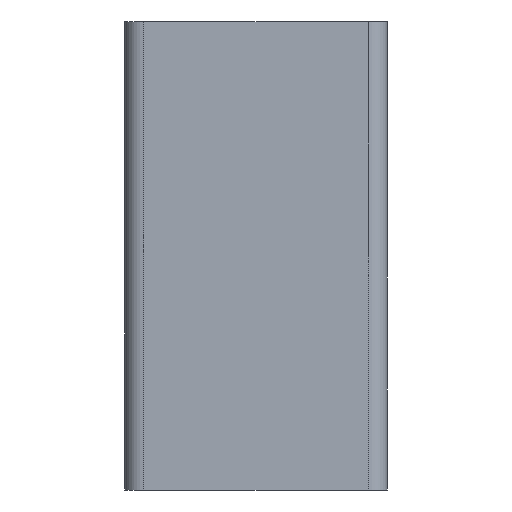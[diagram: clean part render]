
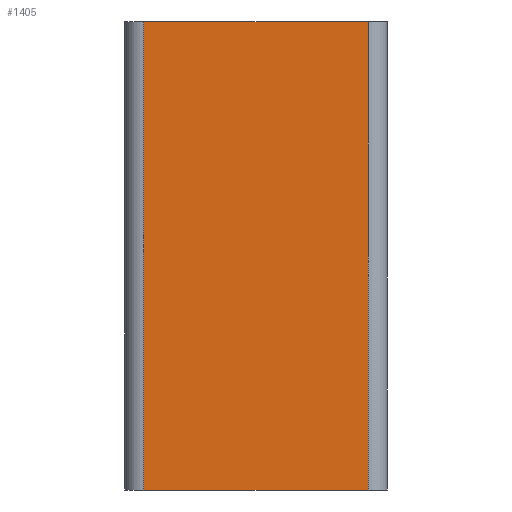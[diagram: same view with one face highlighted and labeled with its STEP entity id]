
A CAD part, left-side view. The second image highlights one B-rep face of the part: STEP entity #1405.
In plain terms, the highlighted planar face has unit normal (-1, 0, 0).
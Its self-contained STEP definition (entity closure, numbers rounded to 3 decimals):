
#53 = EDGE_LOOP ( 'NONE', ( #312, #313, #314, #315 ) ) ;
#55 = VECTOR ( 'NONE', #1465, 1000. ) ;
#112 = VECTOR ( 'NONE', #1451, 1000. ) ;
#118 = VECTOR ( 'NONE', #1459, 1000. ) ;
#213 = VECTOR ( 'NONE', #1463, 1000. ) ;
#257 = CARTESIAN_POINT ( 'NONE',  ( -69., 65., -62.5 ) ) ;
#274 = CARTESIAN_POINT ( 'NONE',  ( -69., 5., -62.5 ) ) ;
#275 = CARTESIAN_POINT ( 'NONE',  ( -69., 5., 62.5 ) ) ;
#312 = ORIENTED_EDGE ( 'NONE', *, *, #1319, .T. ) ;
#313 = ORIENTED_EDGE ( 'NONE', *, *, #1320, .F. ) ;
#314 = ORIENTED_EDGE ( 'NONE', *, *, #1321, .F. ) ;
#315 = ORIENTED_EDGE ( 'NONE', *, *, #1317, .T. ) ;
#348 = CARTESIAN_POINT ( 'NONE',  ( -69., 65., 62.5 ) ) ;
#365 = VERTEX_POINT ( 'NONE', #348 ) ;
#367 = VERTEX_POINT ( 'NONE', #257 ) ;
#646 = VERTEX_POINT ( 'NONE', #274 ) ;
#648 = VERTEX_POINT ( 'NONE', #275 ) ;
#1075 = AXIS2_PLACEMENT_3D ( 'NONE', #1867, #1868, #1869 ) ;
#1317 = EDGE_CURVE ( 'NONE', #365, #367, #1443, .T. ) ;
#1319 = EDGE_CURVE ( 'NONE', #367, #646, #1449, .T. ) ;
#1320 = EDGE_CURVE ( 'NONE', #648, #646, #1460, .T. ) ;
#1321 = EDGE_CURVE ( 'NONE', #365, #648, #1455, .T. ) ;
#1405 = ADVANCED_FACE ( 'NONE', ( #1856 ), #1857, .F. ) ;
#1429 = CARTESIAN_POINT ( 'NONE',  ( -69., 65., 62.5 ) ) ;
#1442 = CARTESIAN_POINT ( 'NONE',  ( -69., 5., -62.5 ) ) ;
#1443 = LINE ( 'NONE', #1429, #112 ) ;
#1449 = LINE ( 'NONE', #1442, #118 ) ;
#1451 = DIRECTION ( 'NONE',  ( 0., 0., -1. ) ) ;
#1455 = LINE ( 'NONE', #1464, #55 ) ;
#1459 = DIRECTION ( 'NONE',  ( 0., -1., 0. ) ) ;
#1460 = LINE ( 'NONE', #1462, #213 ) ;
#1462 = CARTESIAN_POINT ( 'NONE',  ( -69., 5., 62.5 ) ) ;
#1463 = DIRECTION ( 'NONE',  ( 0., 0., -1. ) ) ;
#1464 = CARTESIAN_POINT ( 'NONE',  ( -69., 5., 62.5 ) ) ;
#1465 = DIRECTION ( 'NONE',  ( 0., -1., 0. ) ) ;
#1856 = FACE_OUTER_BOUND ( 'NONE', #53, .T. ) ;
#1857 = PLANE ( 'NONE',  #1075 ) ;
#1867 = CARTESIAN_POINT ( 'NONE',  ( -69., 5., 62.5 ) ) ;
#1868 = DIRECTION ( 'NONE',  ( 1., 0., 0. ) ) ;
#1869 = DIRECTION ( 'NONE',  ( 0., 0., -1. ) ) ;
